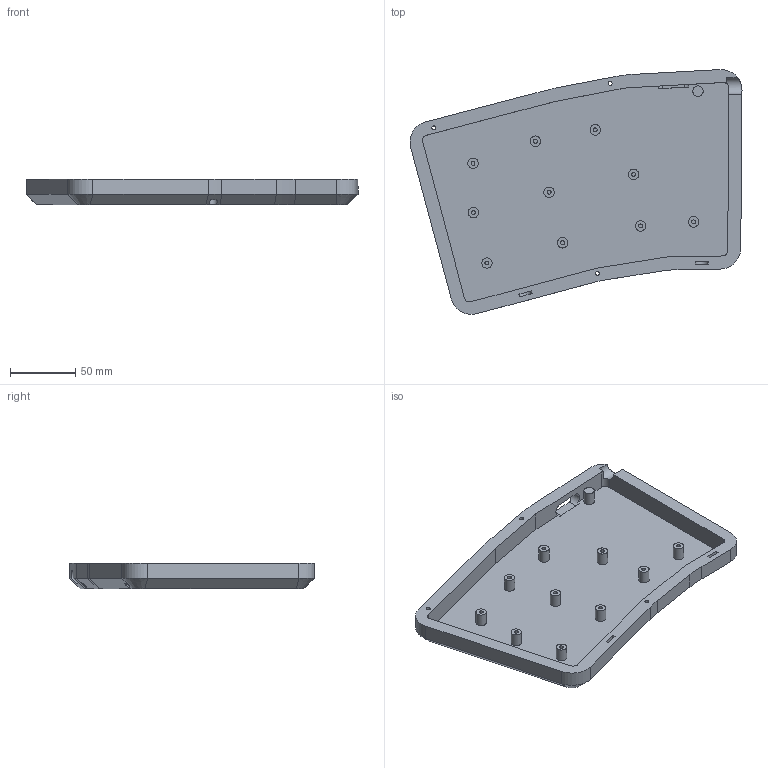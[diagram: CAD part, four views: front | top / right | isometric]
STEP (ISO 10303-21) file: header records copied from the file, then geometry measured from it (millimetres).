
FILE_DESCRIPTION(/* description */ (''),/* implementation_level */ '2;1');
FILE_NAME(/* name */ 'left_bottom.step',/* time_stamp */ '2025-07-31T22:59:20+02:00',/* author */ (''),/* organization */ (''),/* preprocessor_version */ 'ST-DEVELOPER v20',/* originating_system */ 'Autodesk Translation Framework v13.20.0.188',/* authorisation */ '');
FILE_SCHEMA (('AUTOMOTIVE_DESIGN { 1 0 10303 214 3 1 1 }'));
Length unit declared in the file: millimetre
Products named in the file (2): the_multiboard; the_multiboard_1
Assembly tree (1 placements, depth 2):
  the_multiboard
    the_multiboard_1
Bounding box: 254.2 x 187.4 x 19.5 mm (x, y, z)
Volume: 265946.4 mm3; surface area: 98963.4 mm2
Topology: 1 solids, 1 shells, 111 faces, 248 edges, 160 vertices
Faces by surface type: plane 59, cylinder 44, cone 8
Full cylindrical faces by diameter (mm): 3 x13, 8 x11
Entity records: 3233 total; most frequent: DIRECTION 579, CARTESIAN_POINT 565, ORIENTED_EDGE 496, EDGE_CURVE 248, AXIS2_PLACEMENT_3D 221, VERTEX_POINT 160, EDGE_LOOP 140, LINE 137
